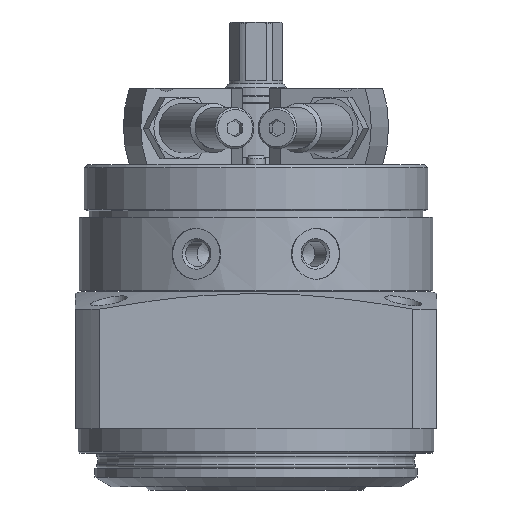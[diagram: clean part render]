
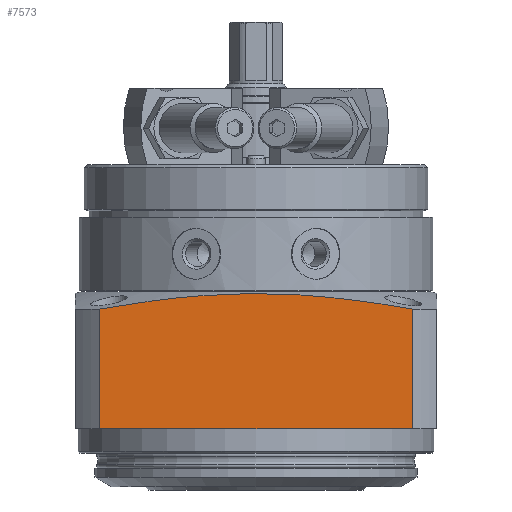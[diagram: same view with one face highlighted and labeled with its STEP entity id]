
A CAD part, front view. The second image highlights one B-rep face of the part: STEP entity #7573.
In plain terms, the highlighted planar face has unit normal (0, -1, 0).
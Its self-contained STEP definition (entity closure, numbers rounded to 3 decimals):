
#113=PLANE('',#8092);
#427=LINE('',#11194,#764);
#428=LINE('',#11196,#765);
#429=LINE('',#11198,#766);
#764=VECTOR('',#9001,1000.);
#765=VECTOR('',#9004,1000.);
#766=VECTOR('',#9005,1000.);
#1097=B_SPLINE_CURVE_WITH_KNOTS('',3,(#11095,#11096,#11097,#11098,#11099,
#11100,#11101,#11102),.UNSPECIFIED.,.F.,.F.,(4,1,1,1,1,4),(0.053,
0.065,0.078,0.084,0.091,
0.104),.UNSPECIFIED.);
#1201=ORIENTED_EDGE('',*,*,#2771,.F.);
#1202=ORIENTED_EDGE('',*,*,#2793,.F.);
#1203=ORIENTED_EDGE('',*,*,#2794,.T.);
#1204=ORIENTED_EDGE('',*,*,#2795,.T.);
#2771=EDGE_CURVE('',#3570,#3571,#1097,.T.);
#2793=EDGE_CURVE('',#3589,#3570,#427,.T.);
#2794=EDGE_CURVE('',#3589,#3590,#428,.T.);
#2795=EDGE_CURVE('',#3590,#3571,#429,.T.);
#3570=VERTEX_POINT('',#11094);
#3571=VERTEX_POINT('',#11103);
#3589=VERTEX_POINT('',#11193);
#3590=VERTEX_POINT('',#11197);
#4596=EDGE_LOOP('',(#1201,#1202,#1203,#1204));
#5357=FACE_BOUND('',#4596,.T.);
#7573=ADVANCED_FACE('',(#5357),#113,.T.);
#8092=AXIS2_PLACEMENT_3D('',#11195,#9002,#9003);
#9001=DIRECTION('',(0.,0.,1.));
#9002=DIRECTION('',(0.,-1.,0.));
#9003=DIRECTION('',(0.,0.,-1.));
#9004=DIRECTION('',(1.,0.,0.));
#9005=DIRECTION('',(0.,0.,1.));
#11094=CARTESIAN_POINT('',(-25.51,-29.5,-23.513));
#11095=CARTESIAN_POINT('',(-25.51,-29.5,-23.513));
#11096=CARTESIAN_POINT('',(-21.325,-29.5,-22.78));
#11097=CARTESIAN_POINT('',(-12.924,-29.5,-21.503));
#11098=CARTESIAN_POINT('',(-2.248,-29.5,-20.839));
#11099=CARTESIAN_POINT('',(6.42,-29.5,-21.094));
#11100=CARTESIAN_POINT('',(14.966,-29.5,-21.817));
#11101=CARTESIAN_POINT('',(21.304,-29.5,-22.776));
#11102=CARTESIAN_POINT('',(25.51,-29.5,-23.513));
#11103=CARTESIAN_POINT('',(25.51,-29.5,-23.513));
#11193=CARTESIAN_POINT('',(-25.51,-29.5,-43.));
#11194=CARTESIAN_POINT('',(-25.51,-29.5,-43.));
#11195=CARTESIAN_POINT('',(-25.51,-29.5,-43.));
#11196=CARTESIAN_POINT('',(-25.51,-29.5,-43.));
#11197=CARTESIAN_POINT('',(25.51,-29.5,-43.));
#11198=CARTESIAN_POINT('',(25.51,-29.5,-43.));
